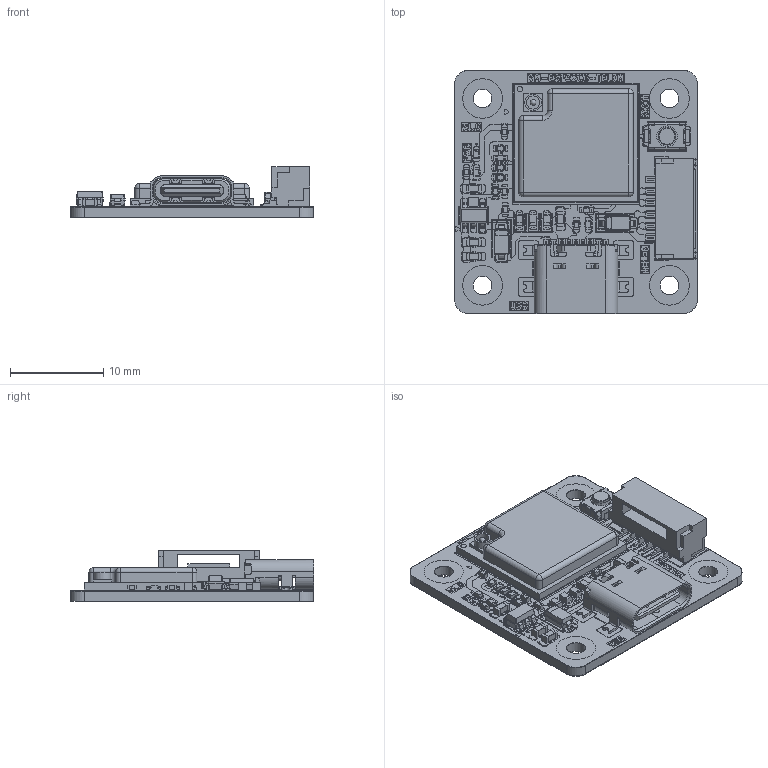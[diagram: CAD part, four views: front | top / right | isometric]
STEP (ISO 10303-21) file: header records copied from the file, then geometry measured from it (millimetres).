
FILE_DESCRIPTION(('HOOPS Exchange Step'),'2;1');
FILE_NAME('temp_export','2026-03-06T11:49:28+08:00',('huibean'),('Shapr3D Limited'),'HOOPS Exchange 2025.9','Shapr3D','Authorized');
FILE_SCHEMA( ('AP242_MANAGED_MODEL_BASED_3D_ENGINEERING_MIM_LF {1 0 10303 442 1 1 4}') );
Length unit declared in the file: millimetre
Products named in the file (39): D_SOD-123; D_SOD-523; R_0402_1005Metric; C_0402_1005Metric; JST_GH_SM06B-GHS-TB_1x06-1MP_P1.25mm_Horizontal; LED_0402_1005Metric; C_0603_1608Metric; USB4110-GF-A_revB(1) MF; USB4110GFA; SKRKAE.STEP; SKRKAE; SOT-23-5; vimdrones_telemetry_esp32c6_v1.0 1.28.1; ESP32-C6-MINI-U; vimdrones_telemetry_esp32c6_v1.0_copper; vimdrones_telemetry_esp32c6_v1.0_pad; vimdrones_telemetry_esp32c6_v1.0_silkscreen; vimdrones_telemetry_esp32c6_v1.0_soldermask; vimdrones_telemetry_esp32c6_v1.0_PCB; vimdrones_telemetry_esp32c6_v1.0.step; root
Assembly tree (38 placements, depth 4):
  root
    vimdrones_telemetry_esp32c6_v1.0.step
      D_SOD-123
      D_SOD-523
      R_0402_1005Metric
      C_0402_1005Metric
      C_0402_1005Metric
      JST_GH_SM06B-GHS-TB_1x06-1MP_P1.25mm_Horizontal
      LED_0402_1005Metric
      D_SOD-123
      R_0402_1005Metric
      C_0402_1005Metric
      C_0603_1608Metric
      C_0402_1005Metric
      C_0402_1005Metric
      R_0402_1005Metric
      R_0402_1005Metric
      D_SOD-523
      R_0402_1005Metric
      R_0402_1005Metric
      USB4110GFA
        USB4110-GF-A_revB(1) MF
      D_SOD-523
      R_0402_1005Metric
      SKRKAE
        SKRKAE.STEP
      C_0603_1608Metric
      R_0402_1005Metric
      C_0603_1608Metric
      SOT-23-5
      C_0603_1608Metric
      ESP32-C6-MINI-U
        vimdrones_telemetry_esp32c6_v1.0 1.28.1
      vimdrones_telemetry_esp32c6_v1.0_copper
      vimdrones_telemetry_esp32c6_v1.0_pad
      vimdrones_telemetry_esp32c6_v1.0_silkscreen
      vimdrones_telemetry_esp32c6_v1.0_soldermask
      vimdrones_telemetry_esp32c6_v1.0_soldermask
      vimdrones_telemetry_esp32c6_v1.0_PCB
Bounding box: 26 x 26.01 x 5.45 mm (x, y, z)
Volume: 1353.5 mm3; surface area: 6639.1 mm2
Topology: 174 solids, 247 shells, 5179 faces, 15616 edges, 10925 vertices
Faces by surface type: plane 4191, cylinder 936, cone 23, bspline 21, sphere 6, torus 2
Full cylindrical faces by diameter (mm): 0.5 x2, 0.6 x2, 0.65 x2, 0.657 x2, 1.4 x1, 1.8 x2, 2 x4, 2.2 x1, 4.23 x8
Entity records: 184276 total; most frequent: CARTESIAN_POINT 41438, ORIENTED_EDGE 29392, DIRECTION 27232, EDGE_CURVE 15609, VECTOR 12932, LINE 12932, VERTEX_POINT 10925, AXIS2_PLACEMENT_3D 7150
